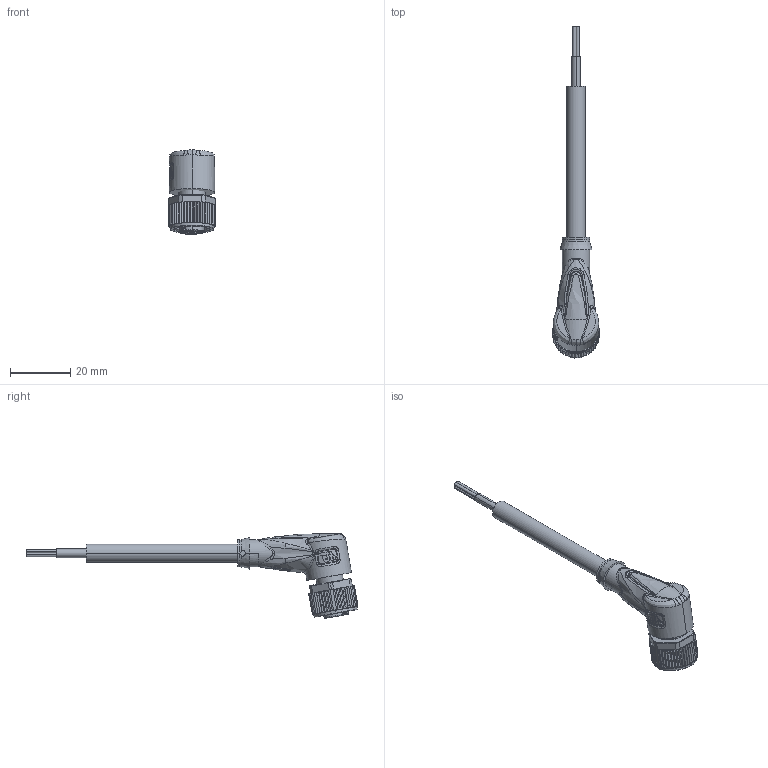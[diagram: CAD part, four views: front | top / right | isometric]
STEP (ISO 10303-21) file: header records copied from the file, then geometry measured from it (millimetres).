
FILE_DESCRIPTION(('STEP AP214'),'1');
FILE_NAME('cctmp_46B7D50D-F9DD-4D72-BAB5-089F425E0DFB_2022_04_27_10_58_11_0741..stp','2022-04-27T08:58:16',('KiM GmbH'),('CADClick - www.CADClick.com'),'Spatial InterOp 3D postprocessed',' ','unknown authorization');
FILE_SCHEMA(('AUTOMOTIVE_DESIGN'));
Length unit declared in the file: millimetre
Products named in the file (7): T192630_1; Connection2; Cable; Connection1; Connection1_2; Connection1_1; T192630
Assembly tree (6 placements, depth 4):
  T192630
    T192630_1
      Connection2
      Cable
      Connection1
        Connection1_2
        Connection1_1
Bounding box: 15.4 x 109.86 x 28.05 mm (x, y, z)
Volume: 7547.9 mm3; surface area: 5528.6 mm2
Topology: 9 solids, 31 shells, 1120 faces, 2848 edges, 1798 vertices
Faces by surface type: plane 501, cylinder 244, torus 162, bspline 149, cone 64
Entity records: 55314 total; most frequent: CARTESIAN_POINT 25707, ORIENTED_EDGE 5646, DIRECTION 5099, EDGE_CURVE 2845, AXIS2_PLACEMENT_3D 1854, VERTEX_POINT 1798, LINE 1391, VECTOR 1391
